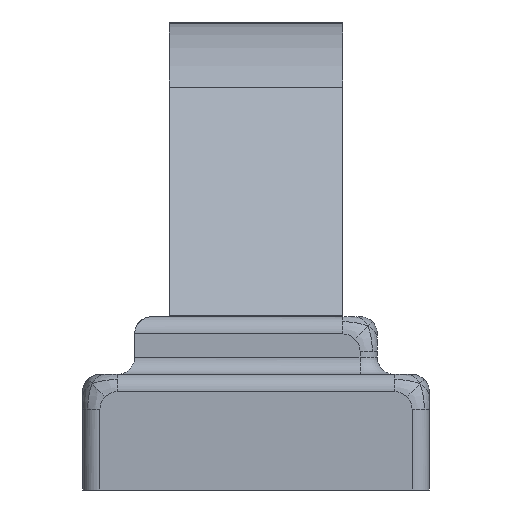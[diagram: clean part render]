
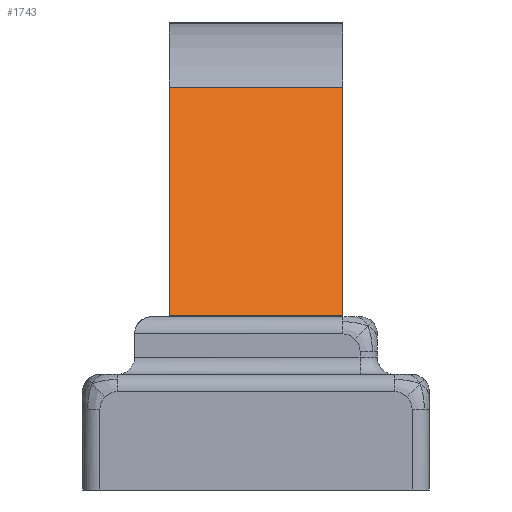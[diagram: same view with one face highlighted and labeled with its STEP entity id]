
A CAD part, left-side view. The second image highlights one B-rep face of the part: STEP entity #1743.
In plain terms, the highlighted planar face has unit normal (-0.702, 0, 0.712).
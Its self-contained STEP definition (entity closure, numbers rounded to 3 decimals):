
#219=FACE_OUTER_BOUND('',#327,.T.);
#327=EDGE_LOOP('',(#1235,#1236,#1237,#1238));
#450=LINE('',#2573,#597);
#468=LINE('',#2612,#615);
#469=LINE('',#2614,#616);
#470=LINE('',#2615,#617);
#597=VECTOR('',#2085,20.);
#615=VECTOR('',#2121,20.);
#616=VECTOR('',#2122,20.);
#617=VECTOR('',#2123,20.);
#738=VERTEX_POINT('',#2570);
#739=VERTEX_POINT('',#2572);
#751=VERTEX_POINT('',#2611);
#752=VERTEX_POINT('',#2613);
#915=EDGE_CURVE('',#739,#738,#450,.T.);
#935=EDGE_CURVE('',#739,#751,#468,.T.);
#936=EDGE_CURVE('',#752,#738,#469,.T.);
#937=EDGE_CURVE('',#751,#752,#470,.T.);
#1235=ORIENTED_EDGE('',*,*,#935,.F.);
#1236=ORIENTED_EDGE('',*,*,#915,.T.);
#1237=ORIENTED_EDGE('',*,*,#936,.F.);
#1238=ORIENTED_EDGE('',*,*,#937,.F.);
#1686=PLANE('',#1875);
#1743=ADVANCED_FACE('',(#219),#1686,.T.);
#1875=AXIS2_PLACEMENT_3D('',#2610,#2119,#2120);
#2085=DIRECTION('',(0.,-1.,0.));
#2119=DIRECTION('center_axis',(-0.702,0.,
0.712));
#2120=DIRECTION('ref_axis',(-0.712,0.,-0.702));
#2121=DIRECTION('',(0.712,0.,0.702));
#2122=DIRECTION('',(-0.712,0.,-0.702));
#2123=DIRECTION('',(0.,-1.,0.));
#2570=CARTESIAN_POINT('',(-136.824,-104.814,-0.019));
#2572=CARTESIAN_POINT('',(-136.824,-74.814,-0.019));
#2573=CARTESIAN_POINT('',(-136.824,-74.814,-0.019));
#2610=CARTESIAN_POINT('Origin',(-96.717,-74.814,39.542));
#2611=CARTESIAN_POINT('',(-96.717,-74.814,39.542));
#2612=CARTESIAN_POINT('',(-136.824,-74.814,-0.019));
#2613=CARTESIAN_POINT('',(-96.717,-104.814,39.542));
#2614=CARTESIAN_POINT('',(-136.824,-104.814,-0.019));
#2615=CARTESIAN_POINT('',(-96.717,-74.814,39.542));
